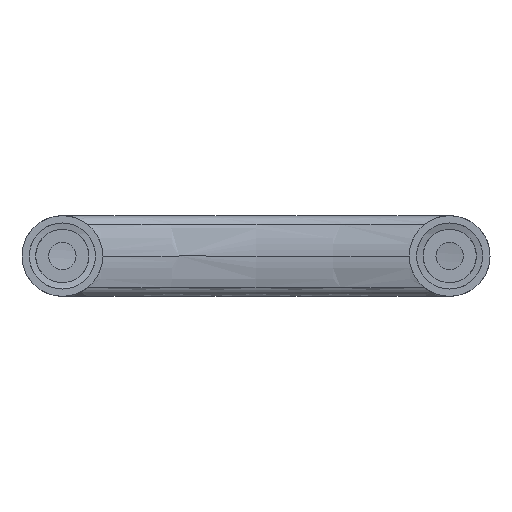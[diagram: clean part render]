
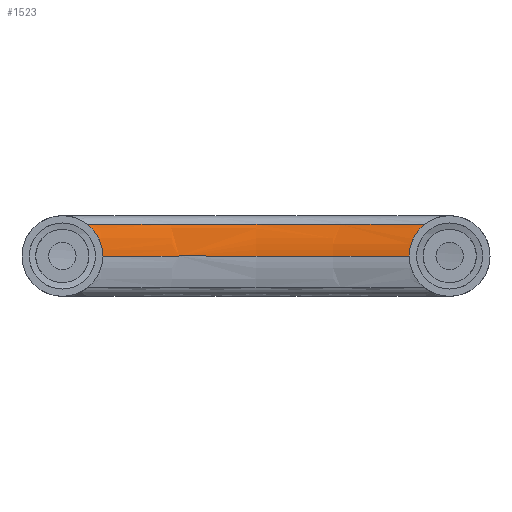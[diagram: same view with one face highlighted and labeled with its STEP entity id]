
A CAD part, left-side view. The second image highlights one B-rep face of the part: STEP entity #1523.
In plain terms, the highlighted toroidal (fillet/blend) face has major radius 325.394 mm and minor radius 30 mm.
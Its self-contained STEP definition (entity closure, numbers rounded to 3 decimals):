
#7 = CARTESIAN_POINT ( 'NONE',  ( 15.755, 39.416, -6.379 ) ) ;
#108 = CARTESIAN_POINT ( 'NONE',  ( 16.616, 44.166, 3.429 ) ) ;
#167 = DIRECTION ( 'NONE',  ( -1., 0., 0. ) ) ;
#171 = CARTESIAN_POINT ( 'NONE',  ( -275.795, -8.084, -6.379 ) ) ;
#174 = DIRECTION ( 'NONE',  ( 0., 0., -1. ) ) ;
#202 = CARTESIAN_POINT ( 'NONE',  ( 15.755, -55.584, -6.379 ) ) ;
#227 = CARTESIAN_POINT ( 'NONE',  ( 16.616, -60.334, 3.429 ) ) ;
#236 = B_SPLINE_CURVE_WITH_KNOTS ( 'NONE', 3,
 ( #751, #848, #768, #750, #749, #748, #747, #746, #745, #744, #743, #742, #741, #740, #739, #738 ),
 .UNSPECIFIED., .F., .F.,
 ( 4, 2, 2, 2, 2, 2, 2, 4 ),
 ( 0.011, 0.013, 0.014, 0.015, 0.017, 0.02, 0.021, 0.023 ),
 .UNSPECIFIED. ) ;
#517 = AXIS2_PLACEMENT_3D ( 'NONE', #171, #174, #167 ) ;
#738 = CARTESIAN_POINT ( 'NONE',  ( 16.616, -60.334, 3.429 ) ) ;
#739 = CARTESIAN_POINT ( 'NONE',  ( 16.58, -59.962, 3.135 ) ) ;
#740 = CARTESIAN_POINT ( 'NONE',  ( 16.537, -59.609, 2.822 ) ) ;
#741 = CARTESIAN_POINT ( 'NONE',  ( 16.445, -58.939, 2.156 ) ) ;
#742 = CARTESIAN_POINT ( 'NONE',  ( 16.396, -58.624, 1.805 ) ) ;
#743 = CARTESIAN_POINT ( 'NONE',  ( 16.248, -57.747, 0.711 ) ) ;
#744 = CARTESIAN_POINT ( 'NONE',  ( 16.146, -57.248, -0.077 ) ) ;
#745 = CARTESIAN_POINT ( 'NONE',  ( 16.01, -56.63, -1.35 ) ) ;
#746 = CARTESIAN_POINT ( 'NONE',  ( 15.968, -56.449, -1.786 ) ) ;
#747 = CARTESIAN_POINT ( 'NONE',  ( 15.895, -56.138, -2.669 ) ) ;
#748 = CARTESIAN_POINT ( 'NONE',  ( 15.863, -56.008, -3.118 ) ) ;
#749 = CARTESIAN_POINT ( 'NONE',  ( 15.81, -55.797, -4.031 ) ) ;
#750 = CARTESIAN_POINT ( 'NONE',  ( 15.79, -55.718, -4.495 ) ) ;
#751 = CARTESIAN_POINT ( 'NONE',  ( 15.755, -55.584, -6.379 ) ) ;
#752 = CARTESIAN_POINT ( 'NONE',  ( 16.616, 44.166, 3.429 ) ) ;
#753 = CARTESIAN_POINT ( 'NONE',  ( 16.58, 43.795, 3.135 ) ) ;
#754 = CARTESIAN_POINT ( 'NONE',  ( 16.537, 43.441, 2.822 ) ) ;
#755 = CARTESIAN_POINT ( 'NONE',  ( 16.445, 42.771, 2.156 ) ) ;
#756 = CARTESIAN_POINT ( 'NONE',  ( 16.396, 42.456, 1.805 ) ) ;
#757 = CARTESIAN_POINT ( 'NONE',  ( 16.248, 41.579, 0.711 ) ) ;
#758 = CARTESIAN_POINT ( 'NONE',  ( 16.146, 41.08, -0.077 ) ) ;
#759 = CARTESIAN_POINT ( 'NONE',  ( 16.01, 40.462, -1.35 ) ) ;
#760 = CARTESIAN_POINT ( 'NONE',  ( 15.863, 39.84, -3.118 ) ) ;
#761 = CARTESIAN_POINT ( 'NONE',  ( 15.968, 40.281, -1.786 ) ) ;
#762 = CARTESIAN_POINT ( 'NONE',  ( 15.79, 39.55, -4.495 ) ) ;
#763 = CARTESIAN_POINT ( 'NONE',  ( 15.762, 39.442, -5.439 ) ) ;
#766 = CARTESIAN_POINT ( 'NONE',  ( 15.755, 39.416, -6.379 ) ) ;
#767 = CARTESIAN_POINT ( 'NONE',  ( 15.895, 39.97, -2.669 ) ) ;
#768 = CARTESIAN_POINT ( 'NONE',  ( 15.762, -55.61, -5.439 ) ) ;
#769 = CARTESIAN_POINT ( 'NONE',  ( 15.81, 39.63, -4.031 ) ) ;
#779 = CARTESIAN_POINT ( 'NONE',  ( 15.755, 39.416, -5.91 ) ) ;
#781 = DIRECTION ( 'NONE',  ( 0., 0., -1. ) ) ;
#848 = CARTESIAN_POINT ( 'NONE',  ( 15.755, -55.584, -5.91 ) ) ;
#928 = CARTESIAN_POINT ( 'NONE',  ( -275.795, -8.084, 3.429 ) ) ;
#931 = DIRECTION ( 'NONE',  ( -1., 0., 0. ) ) ;
#1014 = AXIS2_PLACEMENT_3D ( 'NONE', #1694, #1799, #1798 ) ;
#1043 = EDGE_CURVE ( 'NONE', #1333, #1365, #1924, .T. ) ;
#1062 = EDGE_CURVE ( 'NONE', #2198, #1333, #1870, .T. ) ;
#1063 = EDGE_CURVE ( 'NONE', #1507, #1365, #236, .T. ) ;
#1115 = EDGE_CURVE ( 'NONE', #2198, #1507, #1995, .T. ) ;
#1131 = AXIS2_PLACEMENT_3D ( 'NONE', #928, #781, #931 ) ;
#1259 = ORIENTED_EDGE ( 'NONE', *, *, #1043, .F. ) ;
#1282 = ORIENTED_EDGE ( 'NONE', *, *, #1063, .T. ) ;
#1326 = ORIENTED_EDGE ( 'NONE', *, *, #1062, .F. ) ;
#1333 = VERTEX_POINT ( 'NONE', #108 ) ;
#1365 = VERTEX_POINT ( 'NONE', #227 ) ;
#1409 = ORIENTED_EDGE ( 'NONE', *, *, #1115, .T. ) ;
#1507 = VERTEX_POINT ( 'NONE', #202 ) ;
#1523 = ADVANCED_FACE ( 'NONE', ( #2050 ), #2047, .T. ) ;
#1694 = CARTESIAN_POINT ( 'NONE',  ( -275.795, -8.084, -6.379 ) ) ;
#1798 = DIRECTION ( 'NONE',  ( -1., 0., 0. ) ) ;
#1799 = DIRECTION ( 'NONE',  ( 0., 0., -1. ) ) ;
#1870 = B_SPLINE_CURVE_WITH_KNOTS ( 'NONE', 3,
 ( #766, #779, #763, #762, #769, #760, #767, #761, #759, #758, #757, #756, #755, #754, #753, #752 ),
 .UNSPECIFIED., .F., .F.,
 ( 4, 2, 2, 2, 2, 2, 2, 4 ),
 ( 0.011, 0.013, 0.014, 0.015, 0.017, 0.02, 0.021, 0.023 ),
 .UNSPECIFIED. ) ;
#1924 = CIRCLE ( 'NONE', #1131, 297.043 ) ;
#1995 = CIRCLE ( 'NONE', #1014, 295.394 ) ;
#2047 = TOROIDAL_SURFACE ( 'NONE', #517, 325.394, 30. ) ;
#2050 = FACE_OUTER_BOUND ( 'NONE', #2211, .T. ) ;
#2198 = VERTEX_POINT ( 'NONE', #7 ) ;
#2211 = EDGE_LOOP ( 'NONE', ( #1326, #1409, #1282, #1259 ) ) ;
